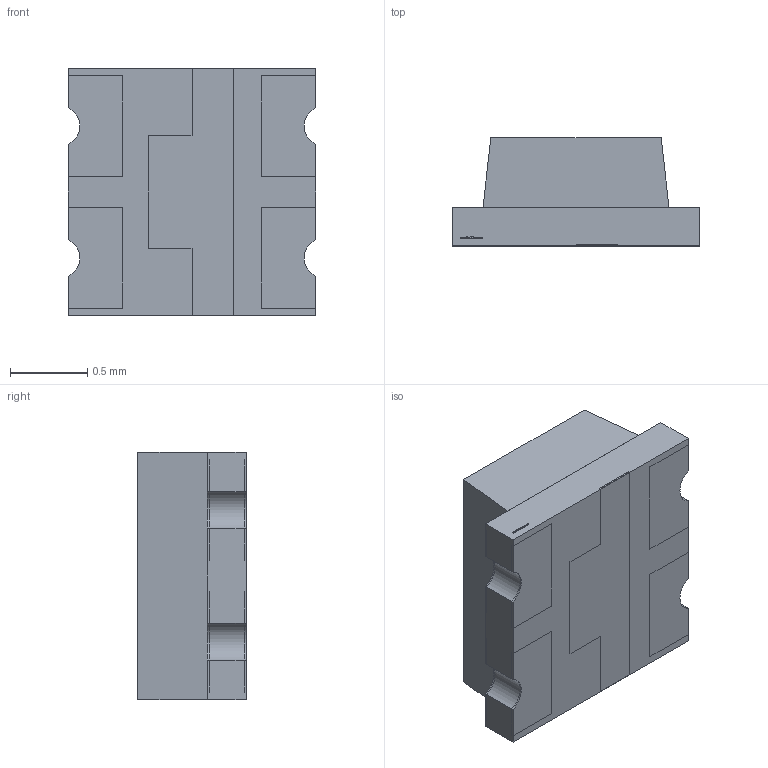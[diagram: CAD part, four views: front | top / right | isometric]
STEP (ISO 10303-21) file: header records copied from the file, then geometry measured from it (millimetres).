
FILE_DESCRIPTION (( 'STEP AP214' ), '1' );
FILE_NAME ('XZxxxxxx110W.STEP', '2015-09-11T17:06:31', ( '' ), ( '' ), 'SwSTEP 2.0', 'SolidWorks 2012', '' );
FILE_SCHEMA (( 'AUTOMOTIVE_DESIGN' ));
Length unit declared in the file: millimetre
Products named in the file (1): XZxxxxxx110W
Bounding box: 1.6 x 0.7 x 1.6 mm (x, y, z)
Volume: 1.5 mm3; surface area: 17 mm2
Topology: 11 solids, 11 shells, 310 faces, 804 edges, 536 vertices
Faces by surface type: plane 195, bspline 99, cylinder 16
Entity records: 14086 total; most frequent: CARTESIAN_POINT 7006, ORIENTED_EDGE 1608, DIRECTION 1062, EDGE_CURVE 804, LINE 574, VECTOR 574, VERTEX_POINT 536, EDGE_LOOP 330
